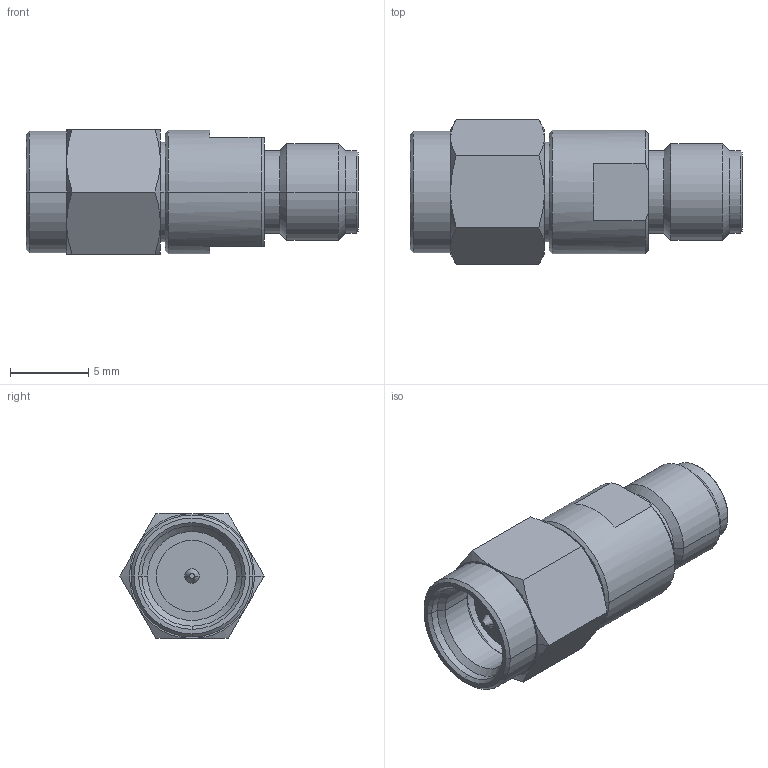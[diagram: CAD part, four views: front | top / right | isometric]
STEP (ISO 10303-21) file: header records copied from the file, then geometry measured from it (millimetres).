
FILE_DESCRIPTION (( 'STEP AP214' ), '1' );
FILE_NAME ('PE8267_3D.STEP', '2022-01-26T16:34:09', ( '' ), ( '' ), 'SwSTEP 2.0', 'SolidWorks 2021', '' );
FILE_SCHEMA (( 'AUTOMOTIVE_DESIGN' ));
Length unit declared in the file: millimetre
Products named in the file (1): PE8267_3D
Bounding box: 21.25 x 9.24 x 8 mm (x, y, z)
Volume: 788.9 mm3; surface area: 782.4 mm2
Topology: 1 solids, 1 shells, 85 faces, 183 edges, 108 vertices
Faces by surface type: cone 41, cylinder 24, plane 20
Entity records: 2457 total; most frequent: CARTESIAN_POINT 565, DIRECTION 417, ORIENTED_EDGE 366, EDGE_CURVE 183, AXIS2_PLACEMENT_3D 176, VERTEX_POINT 108, EDGE_LOOP 93, CIRCLE 90
